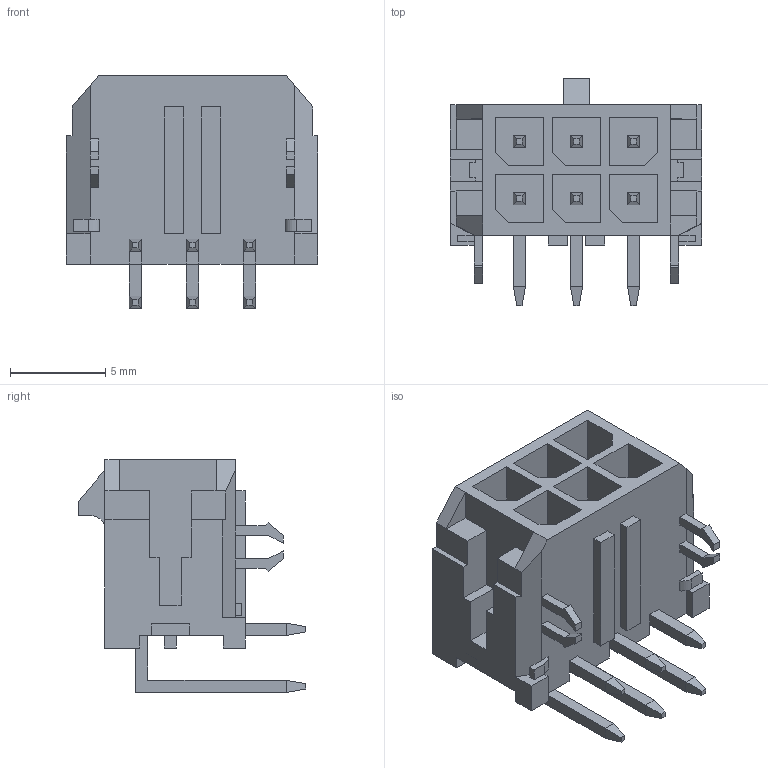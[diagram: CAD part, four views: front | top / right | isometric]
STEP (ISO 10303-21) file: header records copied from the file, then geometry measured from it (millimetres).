
FILE_DESCRIPTION(('STEP AP242'),'1');
FILE_NAME('0430450621.stp','2024-12-19T08:07:27',('TraceParts'),('TraceParts S.A.'),'Spatial InterOp 3D',' ',' ');
FILE_SCHEMA(('AP242_MANAGED_MODEL_BASED_3D_ENGINEERING_MIM_LF {1 0 10303 442 1 1 4}'));
Length unit declared in the file: millimetre
Products named in the file (1): 0430450621_1
Bounding box: 13.2 x 11.95 x 12.24 mm (x, y, z)
Volume: 561.6 mm3; surface area: 1255 mm2
Topology: 1 solids, 1 shells, 350 faces, 913 edges, 598 vertices
Faces by surface type: plane 346, cylinder 4
Entity records: 10405 total; most frequent: CARTESIAN_POINT 1829, ORIENTED_EDGE 1792, DIRECTION 1641, EDGE_CURVE 896, LINE 889, VECTOR 889, VERTEX_POINT 564, AXIS2_PLACEMENT_3D 376
